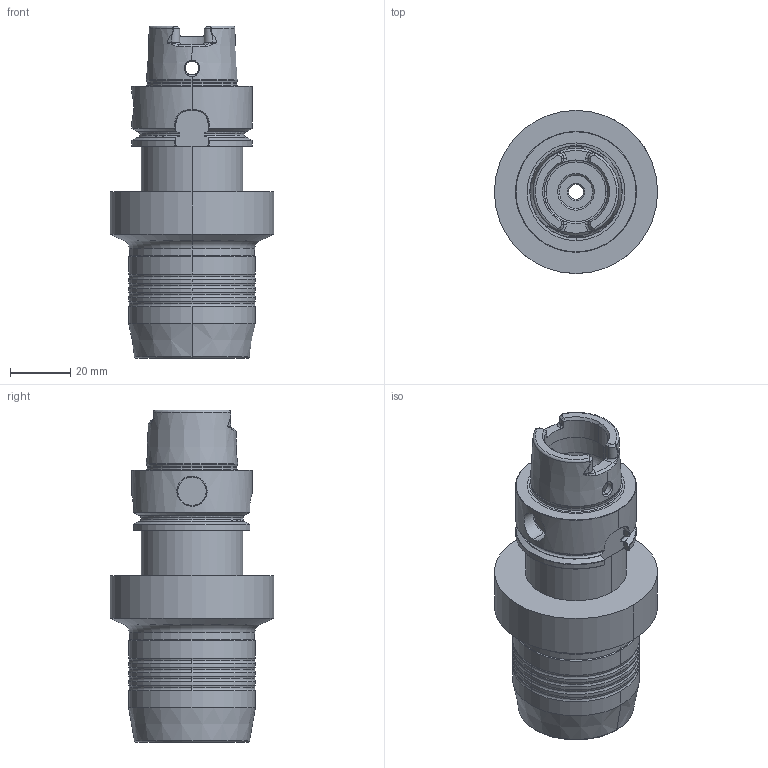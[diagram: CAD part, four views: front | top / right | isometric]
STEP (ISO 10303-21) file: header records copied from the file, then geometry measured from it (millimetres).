
FILE_DESCRIPTION (( 'STEP AP214' ), '1' );
FILE_NAME ('77.A40.020 x=90_step.STEP', '2021-10-05T07:42:53', ( '' ), ( '' ), 'SwSTEP 2.0', 'SolidWorks 2018', '' );
FILE_SCHEMA (( 'AUTOMOTIVE_DESIGN' ));
Length unit declared in the file: millimetre
Products named in the file (1): 77.A40.020 x=90_step
Bounding box: 54 x 54 x 109.9 mm (x, y, z)
Volume: 107478.4 mm3; surface area: 25052.5 mm2
Topology: 1 solids, 1 shells, 308 faces, 761 edges, 452 vertices
Faces by surface type: cylinder 77, torus 68, plane 64, cone 53, bspline 46
Entity records: 14918 total; most frequent: CARTESIAN_POINT 7787, ORIENTED_EDGE 1510, DIRECTION 1325, EDGE_CURVE 755, AXIS2_PLACEMENT_3D 561, VERTEX_POINT 452, EDGE_LOOP 317, ADVANCED_FACE 308
